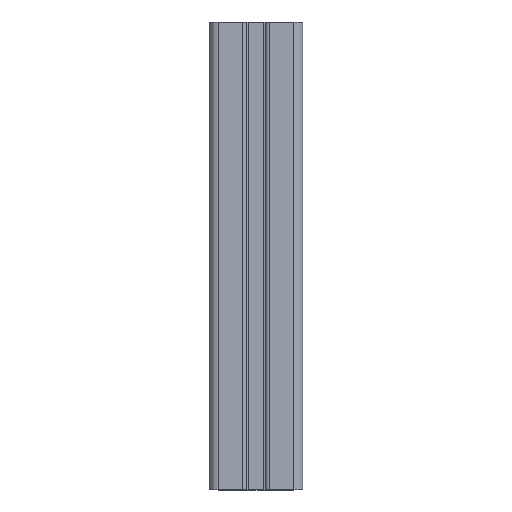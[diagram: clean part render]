
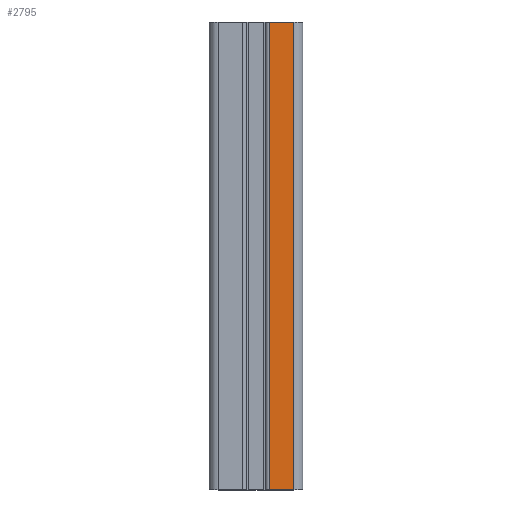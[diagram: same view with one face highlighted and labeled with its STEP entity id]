
A CAD part, top view. The second image highlights one B-rep face of the part: STEP entity #2795.
In plain terms, the highlighted planar face has unit normal (0, 0, 1).
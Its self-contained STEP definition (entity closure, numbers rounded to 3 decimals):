
#48=PLANE('',#2988);
#141=FACE_OUTER_BOUND('',#286,.T.);
#286=EDGE_LOOP('',(#1993,#1994,#1995,#1996));
#489=LINE('',#4339,#767);
#490=LINE('',#4343,#768);
#491=LINE('',#4345,#769);
#492=LINE('',#4346,#770);
#767=VECTOR('',#3460,200.);
#768=VECTOR('',#3465,10.4);
#769=VECTOR('',#3466,200.);
#770=VECTOR('',#3467,10.4);
#1203=VERTEX_POINT('',#4336);
#1204=VERTEX_POINT('',#4338);
#1205=VERTEX_POINT('',#4342);
#1206=VERTEX_POINT('',#4344);
#1526=EDGE_CURVE('',#1203,#1204,#489,.T.);
#1528=EDGE_CURVE('',#1203,#1205,#490,.T.);
#1529=EDGE_CURVE('',#1205,#1206,#491,.T.);
#1530=EDGE_CURVE('',#1204,#1206,#492,.T.);
#1993=ORIENTED_EDGE('',*,*,#1528,.T.);
#1994=ORIENTED_EDGE('',*,*,#1529,.T.);
#1995=ORIENTED_EDGE('',*,*,#1530,.F.);
#1996=ORIENTED_EDGE('',*,*,#1526,.F.);
#2795=ADVANCED_FACE('',(#141),#48,.T.);
#2988=AXIS2_PLACEMENT_3D('',#4341,#3463,#3464);
#3460=DIRECTION('',(0.,-1.,0.));
#3463=DIRECTION('center_axis',(0.,0.,1.));
#3464=DIRECTION('ref_axis',(1.,0.,0.));
#3465=DIRECTION('',(-1.,0.,0.));
#3466=DIRECTION('',(0.,-1.,0.));
#3467=DIRECTION('',(-1.,0.,0.));
#4336=CARTESIAN_POINT('',(16.,200.,20.));
#4338=CARTESIAN_POINT('',(16.,0.,20.));
#4339=CARTESIAN_POINT('',(16.,0.,20.));
#4341=CARTESIAN_POINT('Origin',(5.6,0.,20.));
#4342=CARTESIAN_POINT('',(5.6,200.,20.));
#4343=CARTESIAN_POINT('',(2.8,200.,20.));
#4344=CARTESIAN_POINT('',(5.6,0.,20.));
#4345=CARTESIAN_POINT('',(5.6,0.,20.));
#4346=CARTESIAN_POINT('',(2.8,0.,20.));
